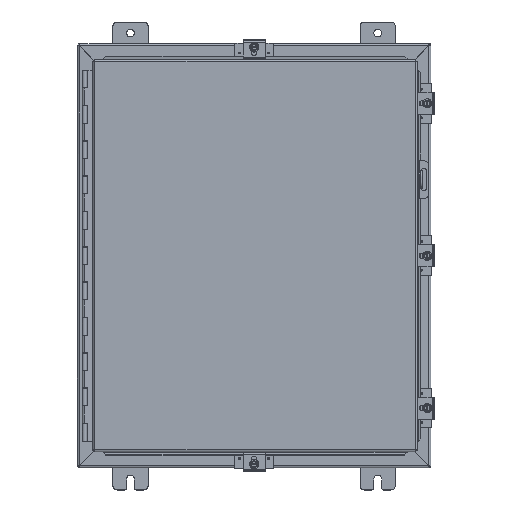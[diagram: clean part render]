
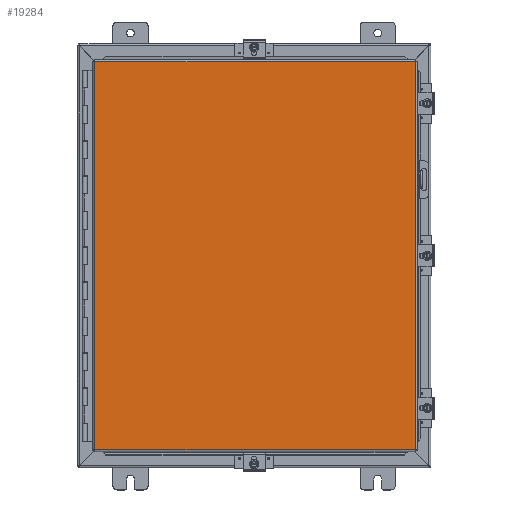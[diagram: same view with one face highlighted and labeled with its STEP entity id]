
A CAD part, top view. The second image highlights one B-rep face of the part: STEP entity #19284.
In plain terms, the highlighted face is planar.
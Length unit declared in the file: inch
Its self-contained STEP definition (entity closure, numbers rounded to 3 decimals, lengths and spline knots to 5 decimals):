
#1492 = CARTESIAN_POINT ( 'NONE',  ( -9.08225, 10.9885, 0. ) ) ;
#2931 = ORIENTED_EDGE ( 'NONE', *, *, #34762, .T. ) ;
#4714 = EDGE_CURVE ( 'NONE', #32703, #33371, #25046, .T. ) ;
#4764 = ORIENTED_EDGE ( 'NONE', *, *, #22199, .T. ) ;
#8221 = DIRECTION ( 'NONE',  ( 1., 0., 0. ) ) ;
#8269 = CARTESIAN_POINT ( 'NONE',  ( -4.59375, 10.9885, 0. ) ) ;
#10482 = PLANE ( 'NONE',  #28363 ) ;
#10864 = ORIENTED_EDGE ( 'NONE', *, *, #25959, .T. ) ;
#11867 = CARTESIAN_POINT ( 'NONE',  ( -9.08225, -5.49425, 0. ) ) ;
#12422 = CARTESIAN_POINT ( 'NONE',  ( 4.54113, -10.9885, 0. ) ) ;
#12989 = LINE ( 'NONE', #11867, #36717 ) ;
#13766 = CARTESIAN_POINT ( 'NONE',  ( 0., 0., 0. ) ) ;
#15337 = VECTOR ( 'NONE', #24994, 39.37008 ) ;
#16744 = VERTEX_POINT ( 'NONE', #18198 ) ;
#16958 = DIRECTION ( 'NONE',  ( 1., 0., 0. ) ) ;
#18198 = CARTESIAN_POINT ( 'NONE',  ( -9.08225, -10.9885, 0. ) ) ;
#19284 = ADVANCED_FACE ( 'NONE', ( #29651 ), #10482, .F. ) ;
#22199 = EDGE_CURVE ( 'NONE', #16744, #32703, #12989, .T. ) ;
#22490 = CARTESIAN_POINT ( 'NONE',  ( 9.08225, 5.49425, 0. ) ) ;
#24038 = VECTOR ( 'NONE', #8221, 39.37008 ) ;
#24994 = DIRECTION ( 'NONE',  ( -1., 0., 0. ) ) ;
#25046 = LINE ( 'NONE', #8269, #24038 ) ;
#25959 = EDGE_CURVE ( 'NONE', #33371, #38934, #26323, .T. ) ;
#26323 = LINE ( 'NONE', #22490, #33492 ) ;
#28208 = EDGE_LOOP ( 'NONE', ( #4764, #32211, #10864, #2931 ) ) ;
#28363 = AXIS2_PLACEMENT_3D ( 'NONE', #13766, #35439, #16958 ) ;
#28817 = DIRECTION ( 'NONE',  ( 0., -1., 0. ) ) ;
#29651 = FACE_OUTER_BOUND ( 'NONE', #28208, .T. ) ;
#31004 = CARTESIAN_POINT ( 'NONE',  ( 9.08225, -10.9885, 0. ) ) ;
#32211 = ORIENTED_EDGE ( 'NONE', *, *, #4714, .T. ) ;
#32703 = VERTEX_POINT ( 'NONE', #1492 ) ;
#33371 = VERTEX_POINT ( 'NONE', #37310 ) ;
#33492 = VECTOR ( 'NONE', #28817, 39.37008 ) ;
#33532 = DIRECTION ( 'NONE',  ( 0., 1., 0. ) ) ;
#34762 = EDGE_CURVE ( 'NONE', #38934, #16744, #40015, .T. ) ;
#35439 = DIRECTION ( 'NONE',  ( 0., 0., 1. ) ) ;
#36717 = VECTOR ( 'NONE', #33532, 39.37008 ) ;
#37310 = CARTESIAN_POINT ( 'NONE',  ( 9.08225, 10.9885, 0. ) ) ;
#38934 = VERTEX_POINT ( 'NONE', #31004 ) ;
#40015 = LINE ( 'NONE', #12422, #15337 ) ;
